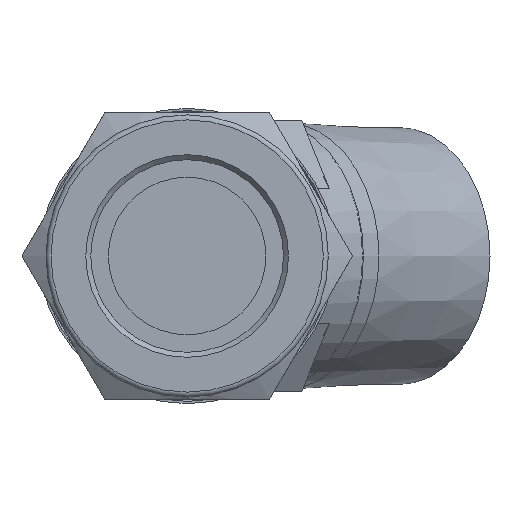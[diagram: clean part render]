
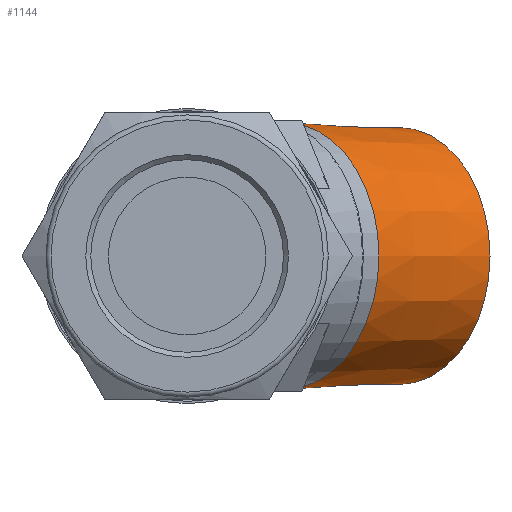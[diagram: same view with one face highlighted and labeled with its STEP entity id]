
A CAD part, left-side view. The second image highlights one B-rep face of the part: STEP entity #1144.
In plain terms, the highlighted conical face has half-angle 1.78 degrees and reference radius 13.084 mm.
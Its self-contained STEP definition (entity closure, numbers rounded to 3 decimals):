
#58=CONICAL_SURFACE('',#1305,13.083,0.031);
#128=CIRCLE('',#1304,13.335);
#129=CIRCLE('',#1306,12.832);
#201=FACE_OUTER_BOUND('',#281,.T.);
#281=EDGE_LOOP('',(#1025,#1026,#1027,#1028));
#361=LINE('',#2048,#439);
#439=VECTOR('',#1667,13.083);
#549=VERTEX_POINT('',#2042);
#550=VERTEX_POINT('',#2046);
#707=EDGE_CURVE('',#549,#549,#128,.T.);
#709=EDGE_CURVE('',#550,#550,#129,.T.);
#710=EDGE_CURVE('',#550,#549,#361,.T.);
#1025=ORIENTED_EDGE('',*,*,#709,.F.);
#1026=ORIENTED_EDGE('',*,*,#710,.T.);
#1027=ORIENTED_EDGE('',*,*,#707,.T.);
#1028=ORIENTED_EDGE('',*,*,#710,.F.);
#1144=ADVANCED_FACE('',(#201),#58,.T.);
#1304=AXIS2_PLACEMENT_3D('',#2043,#1660,#1661);
#1305=AXIS2_PLACEMENT_3D('',#2045,#1663,#1664);
#1306=AXIS2_PLACEMENT_3D('',#2047,#1665,#1666);
#1660=DIRECTION('center_axis',(0.707,-0.707,0.));
#1661=DIRECTION('ref_axis',(0.707,0.707,0.));
#1663=DIRECTION('center_axis',(-0.707,0.707,0.));
#1664=DIRECTION('ref_axis',(0.707,0.707,0.));
#1665=DIRECTION('center_axis',(0.707,-0.707,0.));
#1666=DIRECTION('ref_axis',(0.707,0.707,0.));
#1667=DIRECTION('',(-0.729,0.685,0.));
#2042=CARTESIAN_POINT('',(31.635,-17.065,0.));
#2043=CARTESIAN_POINT('Origin',(41.065,-7.636,0.));
#2045=CARTESIAN_POINT('Origin',(46.788,-13.359,0.));
#2046=CARTESIAN_POINT('',(43.438,-28.156,0.));
#2047=CARTESIAN_POINT('Origin',(52.511,-19.082,0.));
#2048=CARTESIAN_POINT('',(37.537,-22.61,0.));
